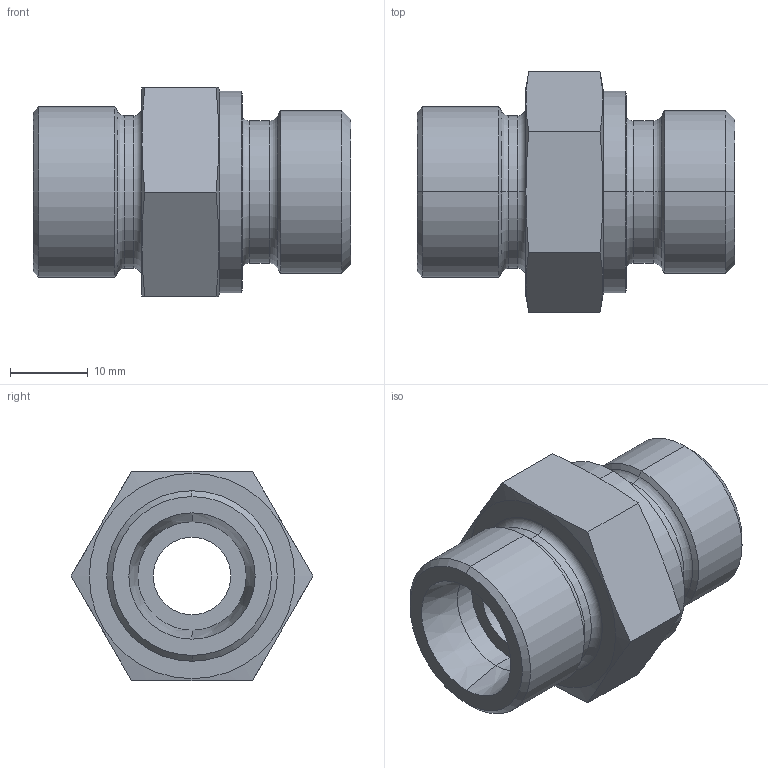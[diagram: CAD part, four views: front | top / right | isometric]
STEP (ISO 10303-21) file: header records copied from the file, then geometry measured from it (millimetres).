
FILE_DESCRIPTION (( 'STEP AP203' ), '1' );
FILE_NAME ('XGEV14SR1_2 (106843).step', '2018-11-20T10:14:10', ( '' ), ( '' ), 'SwSTEP 2.0', 'SolidWorks 2017', '' );
FILE_SCHEMA (( 'CONFIG_CONTROL_DESIGN' ));
Length unit declared in the file: millimetre
Products named in the file (1): XGEV14SR1_2 (106843)
Bounding box: 41 x 31.18 x 27 mm (x, y, z)
Volume: 13418.2 mm3; surface area: 5553.4 mm2
Topology: 1 solids, 1 shells, 51 faces, 110 edges, 64 vertices
Faces by surface type: cone 18, cylinder 14, plane 11, torus 8
Entity records: 1529 total; most frequent: CARTESIAN_POINT 330, DIRECTION 254, ORIENTED_EDGE 220, EDGE_CURVE 110, AXIS2_PLACEMENT_3D 108, VERTEX_POINT 64, EDGE_LOOP 56, CIRCLE 56
